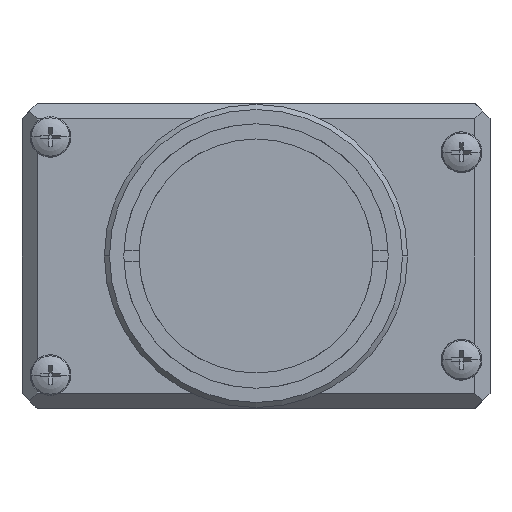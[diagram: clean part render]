
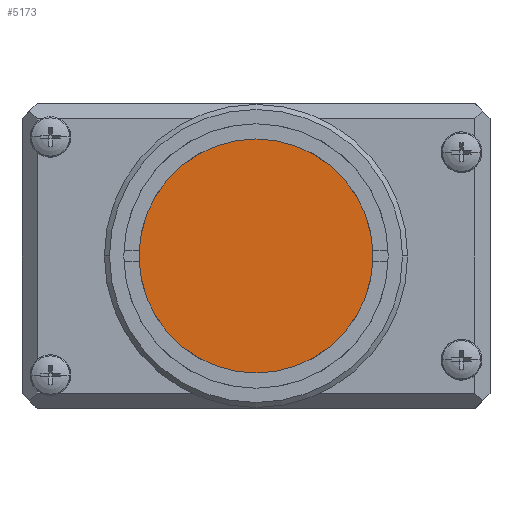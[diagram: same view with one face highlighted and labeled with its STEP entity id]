
A CAD part, left-side view. The second image highlights one B-rep face of the part: STEP entity #5173.
In plain terms, the highlighted planar face has unit normal (-1, 0, 0).
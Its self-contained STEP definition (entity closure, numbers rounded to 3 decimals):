
#492=PLANE('',#11240);
#944=FACE_OUTER_BOUND('',#1576,.F.);
#1576=EDGE_LOOP('',(#3701,#3702));
#3701=ORIENTED_EDGE('',*,*,#8617,.T.);
#3702=ORIENTED_EDGE('',*,*,#8614,.T.);
#5173=ADVANCED_FACE('',(#944),#492,.T.);
#7482=CIRCLE('',#10700,11.5);
#7485=CIRCLE('',#10703,11.5);
#8614=EDGE_CURVE('',#9488,#9487,#7482,.T.);
#8617=EDGE_CURVE('',#9487,#9488,#7485,.T.);
#9487=VERTEX_POINT('',#14977);
#9488=VERTEX_POINT('',#14978);
#10700=AXIS2_PLACEMENT_3D('',#17909,#12600,#12601);
#10703=AXIS2_PLACEMENT_3D('',#17912,#12606,#12607);
#11240=AXIS2_PLACEMENT_3D('',#19168,#13886,#13887);
#12600=DIRECTION('',(1.,0.,0.));
#12601=DIRECTION('',(0.,0.,-1.));
#12606=DIRECTION('',(1.,0.,0.));
#12607=DIRECTION('',(0.,0.,1.));
#13886=DIRECTION('',(-1.,0.,0.));
#13887=DIRECTION('',(0.,0.,1.));
#14977=CARTESIAN_POINT('',(7.9,0.,11.5));
#14978=CARTESIAN_POINT('',(7.9,0.,-11.5));
#17909=CARTESIAN_POINT('',(7.9,0.,0.));
#17912=CARTESIAN_POINT('',(7.9,0.,0.));
#19168=CARTESIAN_POINT('',(7.9,13.,-13.));
